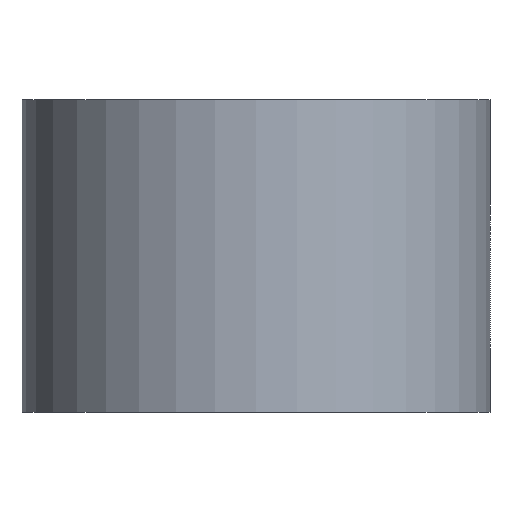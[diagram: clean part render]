
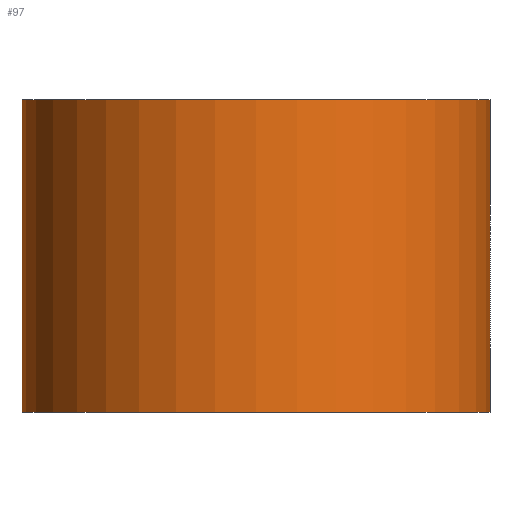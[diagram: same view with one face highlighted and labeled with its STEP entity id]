
A CAD part, front view. The second image highlights one B-rep face of the part: STEP entity #97.
In plain terms, the highlighted cylindrical face has radius 3 mm (diameter 6 mm), a partial arc.
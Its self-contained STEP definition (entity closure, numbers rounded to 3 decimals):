
#2 = CARTESIAN_POINT ( 'NONE',  ( 3., 0., 4. ) ) ;
#5 = CARTESIAN_POINT ( 'NONE',  ( 3., 0., 0. ) ) ;
#10 = CARTESIAN_POINT ( 'NONE',  ( -3., 0., 0. ) ) ;
#13 = DIRECTION ( 'NONE',  ( 0., 0., -1. ) ) ;
#23 = DIRECTION ( 'NONE',  ( 1., 0., 0. ) ) ;
#24 = DIRECTION ( 'NONE',  ( 0., 0., 1. ) ) ;
#25 = CARTESIAN_POINT ( 'NONE',  ( 0., 0., 0. ) ) ;
#28 = DIRECTION ( 'NONE',  ( -1., 0., 0. ) ) ;
#31 = CARTESIAN_POINT ( 'NONE',  ( -3., 0., 4. ) ) ;
#43 = CARTESIAN_POINT ( 'NONE',  ( 0., 0., 4. ) ) ;
#48 = VERTEX_POINT ( 'NONE', #31 ) ;
#53 = CARTESIAN_POINT ( 'NONE',  ( -3., 0., 4. ) ) ;
#54 = CARTESIAN_POINT ( 'NONE',  ( 3., 0., 4. ) ) ;
#58 = DIRECTION ( 'NONE',  ( 0., 0., -1. ) ) ;
#86 = ORIENTED_EDGE ( 'NONE', *, *, #177, .T. ) ;
#87 = VERTEX_POINT ( 'NONE', #10 ) ;
#89 = ORIENTED_EDGE ( 'NONE', *, *, #200, .F. ) ;
#90 = ORIENTED_EDGE ( 'NONE', *, *, #188, .T. ) ;
#97 = ADVANCED_FACE ( 'NONE', ( #100 ), #156, .T. ) ;
#100 = FACE_OUTER_BOUND ( 'NONE', #223, .T. ) ;
#102 = VERTEX_POINT ( 'NONE', #5 ) ;
#107 = DIRECTION ( 'NONE',  ( 1., 0., 0. ) ) ;
#108 = DIRECTION ( 'NONE',  ( 0., 0., 1. ) ) ;
#109 = CARTESIAN_POINT ( 'NONE',  ( 0., 0., 4. ) ) ;
#115 = VERTEX_POINT ( 'NONE', #2 ) ;
#126 = ORIENTED_EDGE ( 'NONE', *, *, #213, .F. ) ;
#134 = DIRECTION ( 'NONE',  ( 0., 0., -1. ) ) ;
#156 = CYLINDRICAL_SURFACE ( 'NONE', #189, 3. ) ;
#157 = LINE ( 'NONE', #53, #165 ) ;
#165 = VECTOR ( 'NONE', #58, 1000. ) ;
#169 = LINE ( 'NONE', #54, #174 ) ;
#174 = VECTOR ( 'NONE', #134, 1000. ) ;
#177 = EDGE_CURVE ( 'NONE', #48, #87, #157, .T. ) ;
#187 = AXIS2_PLACEMENT_3D ( 'NONE', #109, #108, #107 ) ;
#188 = EDGE_CURVE ( 'NONE', #87, #102, #191, .T. ) ;
#189 = AXIS2_PLACEMENT_3D ( 'NONE', #43, #13, #28 ) ;
#191 = CIRCLE ( 'NONE', #216, 3. ) ;
#200 = EDGE_CURVE ( 'NONE', #115, #102, #169, .T. ) ;
#213 = EDGE_CURVE ( 'NONE', #48, #115, #227, .T. ) ;
#216 = AXIS2_PLACEMENT_3D ( 'NONE', #25, #24, #23 ) ;
#223 = EDGE_LOOP ( 'NONE', ( #89, #126, #86, #90 ) ) ;
#227 = CIRCLE ( 'NONE', #187, 3. ) ;
